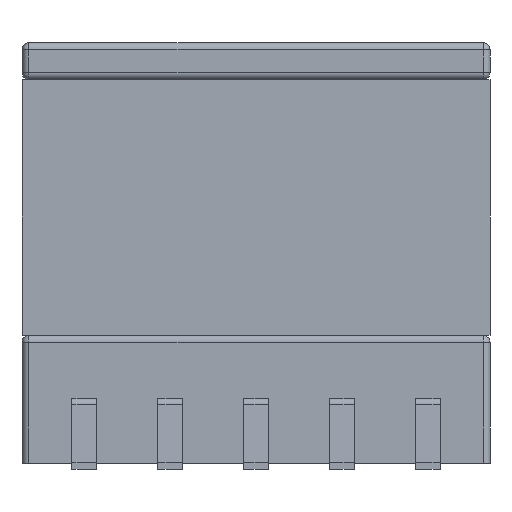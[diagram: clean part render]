
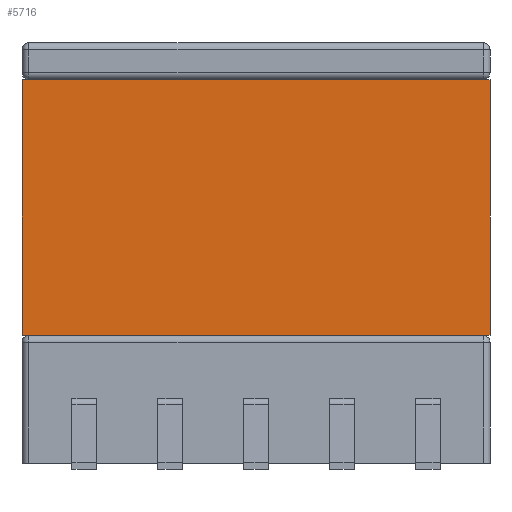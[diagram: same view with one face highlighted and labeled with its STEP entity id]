
A CAD part, front view. The second image highlights one B-rep face of the part: STEP entity #5716.
In plain terms, the highlighted planar face has unit normal (0, -1, 0).
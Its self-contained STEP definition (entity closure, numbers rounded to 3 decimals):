
#455 = LINE ( 'NONE', #13824, #6220 ) ;
#1894 = VECTOR ( 'NONE', #15634, 1000. ) ;
#2068 = ORIENTED_EDGE ( 'NONE', *, *, #18751, .T. ) ;
#2990 = LINE ( 'NONE', #6093, #20639 ) ;
#3042 = EDGE_CURVE ( 'NONE', #12473, #7631, #16700, .T. ) ;
#5716 = ADVANCED_FACE ( 'NONE', ( #18602 ), #18037, .F. ) ;
#5858 = VECTOR ( 'NONE', #16354, 1000. ) ;
#6093 = CARTESIAN_POINT ( 'NONE',  ( -6.75, -6.75, 3.86 ) ) ;
#6220 = VECTOR ( 'NONE', #15506, 1000. ) ;
#6554 = ORIENTED_EDGE ( 'NONE', *, *, #11781, .F. ) ;
#6665 = CARTESIAN_POINT ( 'NONE',  ( -6.75, -6.75, 11.24 ) ) ;
#7631 = VERTEX_POINT ( 'NONE', #8908 ) ;
#8065 = DIRECTION ( 'NONE',  ( 1., 0., 0. ) ) ;
#8487 = ORIENTED_EDGE ( 'NONE', *, *, #3042, .F. ) ;
#8908 = CARTESIAN_POINT ( 'NONE',  ( 6.75, -6.75, 11.24 ) ) ;
#11231 = EDGE_CURVE ( 'NONE', #21081, #16614, #2990, .T. ) ;
#11781 = EDGE_CURVE ( 'NONE', #7631, #16614, #455, .T. ) ;
#12473 = VERTEX_POINT ( 'NONE', #16863 ) ;
#12590 = DIRECTION ( 'NONE',  ( 0., 0., 1. ) ) ;
#13362 = CARTESIAN_POINT ( 'NONE',  ( 6.75, -6.75, 3.86 ) ) ;
#13824 = CARTESIAN_POINT ( 'NONE',  ( 6.75, -6.75, 11.24 ) ) ;
#15425 = LINE ( 'NONE', #15524, #1894 ) ;
#15506 = DIRECTION ( 'NONE',  ( 0., 0., -1. ) ) ;
#15524 = CARTESIAN_POINT ( 'NONE',  ( -6.75, -6.75, 11.24 ) ) ;
#15634 = DIRECTION ( 'NONE',  ( 0., 0., -1. ) ) ;
#16032 = CARTESIAN_POINT ( 'NONE',  ( -6.75, -6.75, 11.24 ) ) ;
#16354 = DIRECTION ( 'NONE',  ( 1., 0., 0. ) ) ;
#16614 = VERTEX_POINT ( 'NONE', #13362 ) ;
#16700 = LINE ( 'NONE', #6665, #5858 ) ;
#16863 = CARTESIAN_POINT ( 'NONE',  ( -6.75, -6.75, 11.24 ) ) ;
#18037 = PLANE ( 'NONE',  #21910 ) ;
#18602 = FACE_OUTER_BOUND ( 'NONE', #19525, .T. ) ;
#18751 = EDGE_CURVE ( 'NONE', #12473, #21081, #15425, .T. ) ;
#18876 = ORIENTED_EDGE ( 'NONE', *, *, #11231, .T. ) ;
#19525 = EDGE_LOOP ( 'NONE', ( #18876, #6554, #8487, #2068 ) ) ;
#20639 = VECTOR ( 'NONE', #8065, 1000. ) ;
#21081 = VERTEX_POINT ( 'NONE', #21555 ) ;
#21124 = DIRECTION ( 'NONE',  ( 0., 1., 0. ) ) ;
#21555 = CARTESIAN_POINT ( 'NONE',  ( -6.75, -6.75, 3.86 ) ) ;
#21910 = AXIS2_PLACEMENT_3D ( 'NONE', #16032, #21124, #12590 ) ;
